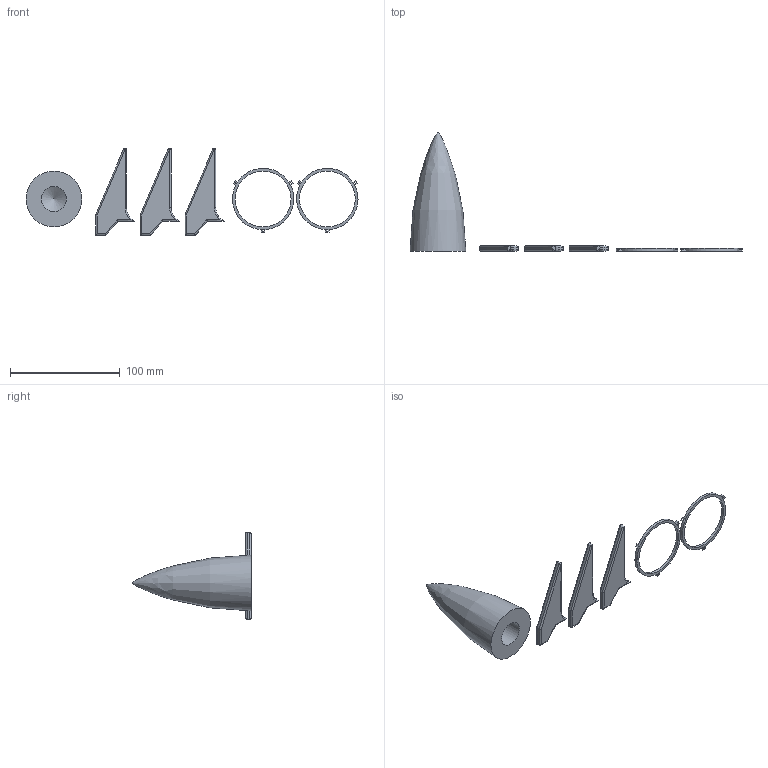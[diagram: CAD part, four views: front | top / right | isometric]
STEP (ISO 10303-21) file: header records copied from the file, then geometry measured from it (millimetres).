
FILE_DESCRIPTION(/* description */ (''),/* implementation_level */ '2;1');
FILE_NAME(/* name */ 'Water Rocket Comps v1 v2.step',/* time_stamp */ '2023-05-20T11:44:54-04:00',/* author */ (''),/* organization */ (''),/* preprocessor_version */ 'ST-DEVELOPER v19.2',/* originating_system */ 'Autodesk Translation Framework v12.4.0.73',/* authorisation */ '');
FILE_SCHEMA (('AUTOMOTIVE_DESIGN { 1 0 10303 214 3 1 1 }'));
Length unit declared in the file: inch
Products named in the file (1): Water Rocket Comps v1
Bounding box: 302.25 x 107.95 x 78.74 mm (x, y, z)
Volume: 122844.9 mm3; surface area: 31768 mm2
Topology: 6 solids, 6 shells, 134 faces, 323 edges, 201 vertices
Faces by surface type: plane 69, cylinder 57, torus 6, cone 1, bspline 1
Full cylindrical faces by diameter (mm): 22.86 x1, 50.8 x2
Entity records: 3992 total; most frequent: CARTESIAN_POINT 784, DIRECTION 672, ORIENTED_EDGE 644, EDGE_CURVE 322, LINE 226, VECTOR 226, AXIS2_PLACEMENT_3D 223, VERTEX_POINT 201
